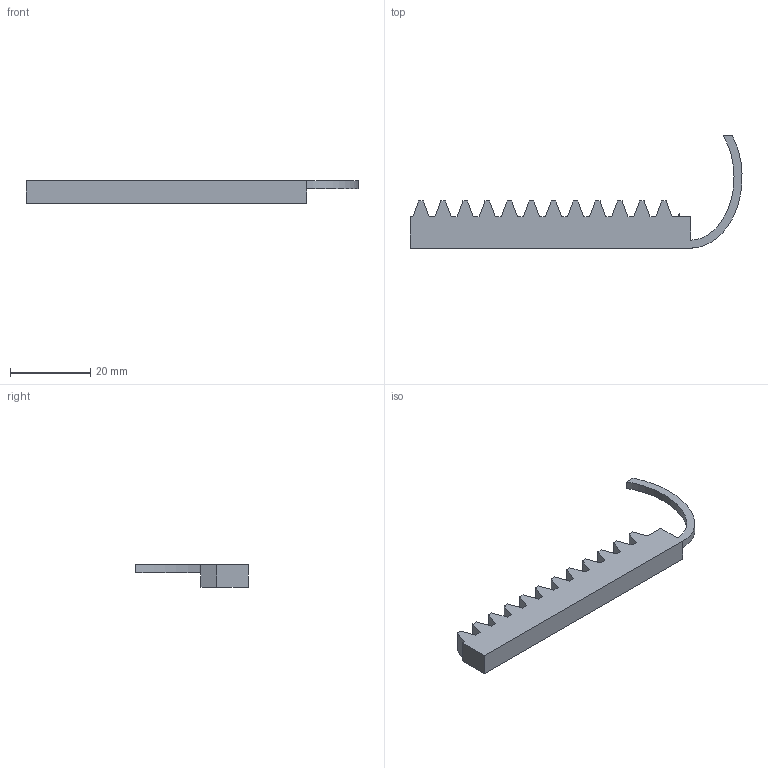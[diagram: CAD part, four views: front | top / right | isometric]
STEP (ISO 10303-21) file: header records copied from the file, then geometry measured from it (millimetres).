
FILE_DESCRIPTION (( 'STEP AP214' ), '1' );
FILE_NAME ('像赽.STEP', '2025-07-18T02:57:07', ( '' ), ( '' ), 'SwSTEP 2.0', 'SolidWorks 2024', '' );
FILE_SCHEMA (( 'AUTOMOTIVE_DESIGN' ));
Length unit declared in the file: millimetre
Products named in the file (1): 钩子
Bounding box: 82.64 x 27.97 x 5.5 mm (x, y, z)
Volume: 3807.5 mm3; surface area: 2826.2 mm2
Topology: 1 solids, 1 shells, 61 faces, 176 edges, 117 vertices
Faces by surface type: plane 59, bspline 2
Entity records: 2018 total; most frequent: CARTESIAN_POINT 405, ORIENTED_EDGE 352, DIRECTION 292, EDGE_CURVE 176, VECTOR 172, LINE 172, VERTEX_POINT 117, ADVANCED_FACE 61
